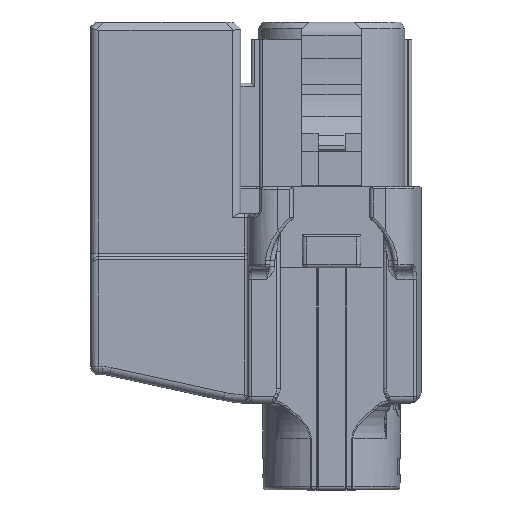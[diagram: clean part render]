
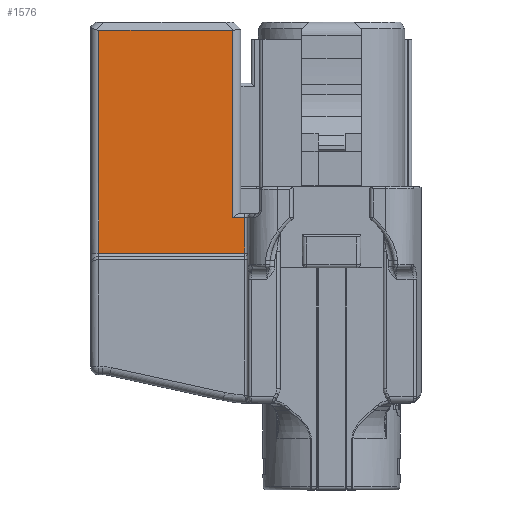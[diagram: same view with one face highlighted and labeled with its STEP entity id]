
A CAD part, front view. The second image highlights one B-rep face of the part: STEP entity #1576.
In plain terms, the highlighted planar face has unit normal (0, -1, 0).
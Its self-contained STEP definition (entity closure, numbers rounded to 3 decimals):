
#1576=ADVANCED_FACE('',(#4081),#3189,.F.);
#3189=PLANE('',#29579);
#4081=FACE_OUTER_BOUND('',#5727,.T.);
#5727=EDGE_LOOP('',(#9388,#9389,#9390,#9391,#9392,#9393));
#9388=ORIENTED_EDGE('',*,*,#20467,.T.);
#9389=ORIENTED_EDGE('',*,*,#20468,.T.);
#9390=ORIENTED_EDGE('',*,*,#20469,.T.);
#9391=ORIENTED_EDGE('',*,*,#20470,.T.);
#9392=ORIENTED_EDGE('',*,*,#20471,.T.);
#9393=ORIENTED_EDGE('',*,*,#20472,.T.);
#17709=VERTEX_POINT('',#42579);
#17710=VERTEX_POINT('',#42580);
#17711=VERTEX_POINT('',#42582);
#17712=VERTEX_POINT('',#42584);
#17713=VERTEX_POINT('',#42586);
#17714=VERTEX_POINT('',#42588);
#20467=EDGE_CURVE('',#17709,#17710,#24368,.T.);
#20468=EDGE_CURVE('',#17710,#17711,#24369,.T.);
#20469=EDGE_CURVE('',#17711,#17712,#24370,.T.);
#20470=EDGE_CURVE('',#17712,#17713,#24371,.T.);
#20471=EDGE_CURVE('',#17713,#17714,#24372,.T.);
#20472=EDGE_CURVE('',#17714,#17709,#24373,.T.);
#24368=LINE('',#42578,#27051);
#24369=LINE('',#42581,#27052);
#24370=LINE('',#42583,#27053);
#24371=LINE('',#42585,#27054);
#24372=LINE('',#42587,#27055);
#24373=LINE('',#42589,#27056);
#27051=VECTOR('',#33181,1.);
#27052=VECTOR('',#33182,1.);
#27053=VECTOR('',#33183,1.);
#27054=VECTOR('',#33184,1.);
#27055=VECTOR('',#33185,1.);
#27056=VECTOR('',#33186,1.);
#29579=AXIS2_PLACEMENT_3D('',#42590,#33187,#33188);
#33181=DIRECTION('',(0.,0.,1.));
#33182=DIRECTION('',(-1.,0.,0.));
#33183=DIRECTION('',(0.,0.,-1.));
#33184=DIRECTION('',(1.,0.,0.));
#33185=DIRECTION('',(0.,0.,1.));
#33186=DIRECTION('',(-1.,0.,0.));
#33187=DIRECTION('',(0.,1.,0.));
#33188=DIRECTION('',(0.,0.,-1.));
#42578=CARTESIAN_POINT('',(-6.05,-5.4,0.));
#42579=CARTESIAN_POINT('',(-6.05,-5.4,-11.95));
#42580=CARTESIAN_POINT('',(-6.05,-5.4,-0.5));
#42581=CARTESIAN_POINT('',(-12.31,-5.4,-0.5));
#42582=CARTESIAN_POINT('',(-14.25,-5.4,-0.5));
#42583=CARTESIAN_POINT('',(-14.25,-5.4,-14.));
#42584=CARTESIAN_POINT('',(-14.25,-5.4,-14.15));
#42585=CARTESIAN_POINT('',(-5.5,-5.4,-14.15));
#42586=CARTESIAN_POINT('',(-5.3,-5.4,-14.15));
#42587=CARTESIAN_POINT('',(-5.3,-5.4,-11.75));
#42588=CARTESIAN_POINT('',(-5.3,-5.4,-11.95));
#42589=CARTESIAN_POINT('',(-5.55,-5.4,-11.95));
#42590=CARTESIAN_POINT('',(-11.31,-5.4,0.));
